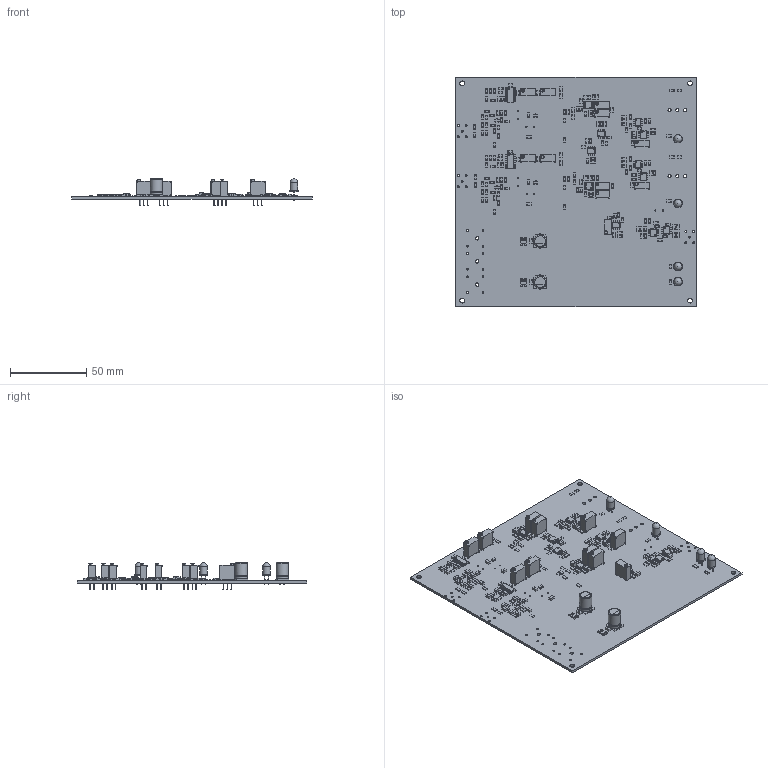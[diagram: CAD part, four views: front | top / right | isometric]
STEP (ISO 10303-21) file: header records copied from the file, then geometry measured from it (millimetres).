
FILE_DESCRIPTION(('KiCad electronic assembly'),'2;1');
FILE_NAME('QCM_driver.step','2025-06-20T09:34:44',('Pcbnew'),('Kicad'), 'Open CASCADE STEP processor 7.7','KiCad to STEP converter','Unknown' );
FILE_SCHEMA(('AUTOMOTIVE_DESIGN { 1 0 10303 214 1 1 1 1 }'));
Length unit declared in the file: millimetre
Products named in the file (22): QCM_driver 1; C_1206_3216Metric; D_2114_3652Metric; D_2114; SOT-23; SOT_23; Potentiometer_Bourns_3296Y_Vertical; R_1206_3216Metric; CP_Elec_8x11.9; CP_Elec_8x119; SOIC-8_3.9x4.9mm_P1.27mm; SOIC_8_39x49mm_P127mm; C_1210_3225Metric; LED_D5.0mm_Clear; SOIC-16_3.9x9.9mm_P1.27mm; SOIC_16_39x99mm_P127mm; QCM_driver PCB
Assembly tree (226 placements, depth 3):
  QCM_driver 1
    C_1206_3216Metric  x68
      C_1206_3216Metric
    D_2114_3652Metric  x2
      D_2114
    SOT-23  x4
      SOT_23
    Potentiometer_Bourns_3296Y_Vertical  x11
      Potentiometer_Bourns_3296Y_Vertical
    R_1206_3216Metric  x107
      R_1206_3216Metric
    CP_Elec_8x11.9  x2
      CP_Elec_8x119
    SOIC-8_3.9x4.9mm_P1.27mm  x11
      SOIC_8_39x49mm_P127mm
    C_1210_3225Metric  x4
      C_1210_3225Metric
    LED_D5.0mm_Clear  x4
      LED_D5.0mm_Clear
    SOIC-16_3.9x9.9mm_P1.27mm  x2
      SOIC_16_39x99mm_P127mm
    QCM_driver PCB
Bounding box: 157 x 150 x 17.92 mm (x, y, z)
Volume: 45283.3 mm3; surface area: 59438.7 mm2
Topology: 216 solids, 216 shells, 8043 faces, 20780 edges, 13382 vertices
Faces by surface type: plane 5033, cylinder 2452, bspline 544, torus 8, sphere 4, revolution 2
Full cylindrical faces by diameter (mm): 0.51 x33, 0.6 x13, 0.762 x10, 0.8 x33, 0.9 x8, 1.17 x3, 1.2 x12, 1.35 x12, 2.08 x6, 2.19 x11, 2.2 x3, 3.2 x4, 4.9 x4, 8 x4
Entity records: 61768 total; most frequent: CARTESIAN_POINT 12637, DIRECTION 8127, LINE 5005, VECTOR 5005, ORIENTED_EDGE 4268, PCURVE 4268, DEFINITIONAL_REPRESENTATION 4268, EDGE_CURVE 2134
